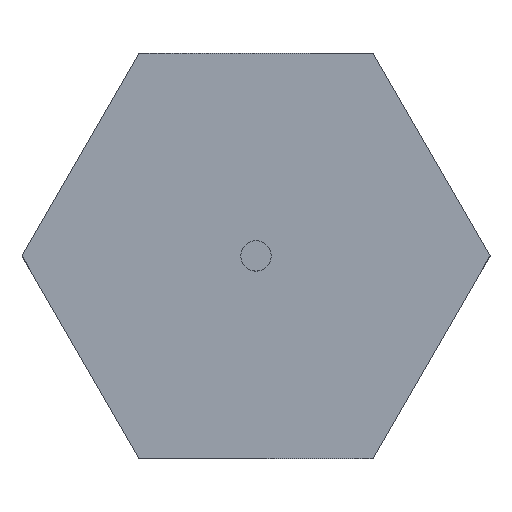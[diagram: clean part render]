
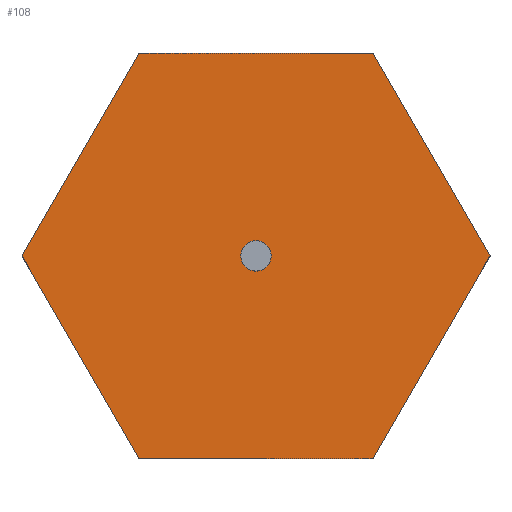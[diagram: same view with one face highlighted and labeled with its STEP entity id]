
A CAD part, top view. The second image highlights one B-rep face of the part: STEP entity #108.
In plain terms, the highlighted planar face has unit normal (0, 0, 1).
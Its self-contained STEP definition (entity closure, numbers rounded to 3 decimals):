
#2 = CARTESIAN_POINT ( 'NONE',  ( -230.94, 0., 50. ) ) ;
#6 = CARTESIAN_POINT ( 'NONE',  ( -115.47, -200., 50. ) ) ;
#11 = DIRECTION ( 'NONE',  ( -0.5, -0.866, 0. ) ) ;
#21 = AXIS2_PLACEMENT_3D ( 'NONE', #243, #336, #267 ) ;
#25 = CARTESIAN_POINT ( 'NONE',  ( 115.47, -200., 50. ) ) ;
#30 = DIRECTION ( 'NONE',  ( 1., 0., 0. ) ) ;
#34 = ORIENTED_EDGE ( 'NONE', *, *, #246, .T. ) ;
#43 = LINE ( 'NONE', #126, #120 ) ;
#60 = CARTESIAN_POINT ( 'NONE',  ( -115.47, -200., 50. ) ) ;
#63 = ORIENTED_EDGE ( 'NONE', *, *, #168, .T. ) ;
#67 = DIRECTION ( 'NONE',  ( 0., 0., 1. ) ) ;
#68 = VERTEX_POINT ( 'NONE', #383 ) ;
#76 = VERTEX_POINT ( 'NONE', #25 ) ;
#78 = VERTEX_POINT ( 'NONE', #377 ) ;
#84 = DIRECTION ( 'NONE',  ( 0.5, -0.866, 0. ) ) ;
#86 = LINE ( 'NONE', #60, #163 ) ;
#88 = PLANE ( 'NONE',  #103 ) ;
#92 = DIRECTION ( 'NONE',  ( -1., 0., 0. ) ) ;
#94 = VECTOR ( 'NONE', #97, 1000. ) ;
#97 = DIRECTION ( 'NONE',  ( 0.5, 0.866, 0. ) ) ;
#98 = VERTEX_POINT ( 'NONE', #321 ) ;
#103 = AXIS2_PLACEMENT_3D ( 'NONE', #226, #349, #109 ) ;
#108 = ADVANCED_FACE ( 'NONE', ( #252, #292 ), #88, .T. ) ;
#109 = DIRECTION ( 'NONE',  ( 1., 0., 0. ) ) ;
#120 = VECTOR ( 'NONE', #92, 1000. ) ;
#123 = LINE ( 'NONE', #263, #94 ) ;
#126 = CARTESIAN_POINT ( 'NONE',  ( 115.47, 200., 50. ) ) ;
#127 = VERTEX_POINT ( 'NONE', #289 ) ;
#128 = EDGE_CURVE ( 'NONE', #306, #76, #86, .T. ) ;
#134 = CARTESIAN_POINT ( 'NONE',  ( 230.94, 0., 50. ) ) ;
#136 = ORIENTED_EDGE ( 'NONE', *, *, #343, .F. ) ;
#150 = CIRCLE ( 'NONE', #21, 15. ) ;
#161 = EDGE_LOOP ( 'NONE', ( #332, #265, #63, #188, #34, #301 ) ) ;
#163 = VECTOR ( 'NONE', #30, 1000. ) ;
#168 = EDGE_CURVE ( 'NONE', #209, #306, #355, .T. ) ;
#184 = LINE ( 'NONE', #134, #309 ) ;
#188 = ORIENTED_EDGE ( 'NONE', *, *, #128, .T. ) ;
#192 = ORIENTED_EDGE ( 'NONE', *, *, #245, .F. ) ;
#209 = VERTEX_POINT ( 'NONE', #318 ) ;
#211 = DIRECTION ( 'NONE',  ( 1., 0., 0. ) ) ;
#212 = EDGE_LOOP ( 'NONE', ( #136, #192 ) ) ;
#226 = CARTESIAN_POINT ( 'NONE',  ( 0., 0., 50. ) ) ;
#243 = CARTESIAN_POINT ( 'NONE',  ( 0., 0., 50. ) ) ;
#245 = EDGE_CURVE ( 'NONE', #362, #78, #347, .T. ) ;
#246 = EDGE_CURVE ( 'NONE', #76, #98, #123, .T. ) ;
#249 = DIRECTION ( 'NONE',  ( -0.5, 0.866, 0. ) ) ;
#251 = CARTESIAN_POINT ( 'NONE',  ( 15., 0., 50. ) ) ;
#252 = FACE_BOUND ( 'NONE', #212, .T. ) ;
#263 = CARTESIAN_POINT ( 'NONE',  ( 115.47, -200., 50. ) ) ;
#265 = ORIENTED_EDGE ( 'NONE', *, *, #314, .T. ) ;
#267 = DIRECTION ( 'NONE',  ( 1., 0., 0. ) ) ;
#272 = VECTOR ( 'NONE', #11, 1000. ) ;
#282 = VECTOR ( 'NONE', #84, 1000. ) ;
#289 = CARTESIAN_POINT ( 'NONE',  ( 115.47, 200., 50. ) ) ;
#292 = FACE_OUTER_BOUND ( 'NONE', #161, .T. ) ;
#298 = LINE ( 'NONE', #365, #272 ) ;
#301 = ORIENTED_EDGE ( 'NONE', *, *, #379, .T. ) ;
#306 = VERTEX_POINT ( 'NONE', #6 ) ;
#307 = EDGE_CURVE ( 'NONE', #127, #68, #43, .T. ) ;
#309 = VECTOR ( 'NONE', #249, 1000. ) ;
#314 = EDGE_CURVE ( 'NONE', #68, #209, #298, .T. ) ;
#318 = CARTESIAN_POINT ( 'NONE',  ( -230.94, 0., 50. ) ) ;
#321 = CARTESIAN_POINT ( 'NONE',  ( 230.94, 0., 50. ) ) ;
#331 = CARTESIAN_POINT ( 'NONE',  ( 0., 0., 50. ) ) ;
#332 = ORIENTED_EDGE ( 'NONE', *, *, #307, .T. ) ;
#336 = DIRECTION ( 'NONE',  ( 0., 0., 1. ) ) ;
#343 = EDGE_CURVE ( 'NONE', #78, #362, #150, .T. ) ;
#347 = CIRCLE ( 'NONE', #363, 15. ) ;
#349 = DIRECTION ( 'NONE',  ( 0., 0., 1. ) ) ;
#355 = LINE ( 'NONE', #2, #282 ) ;
#362 = VERTEX_POINT ( 'NONE', #251 ) ;
#363 = AXIS2_PLACEMENT_3D ( 'NONE', #331, #67, #211 ) ;
#365 = CARTESIAN_POINT ( 'NONE',  ( -115.47, 200., 50. ) ) ;
#377 = CARTESIAN_POINT ( 'NONE',  ( -15., 0., 50. ) ) ;
#379 = EDGE_CURVE ( 'NONE', #98, #127, #184, .T. ) ;
#383 = CARTESIAN_POINT ( 'NONE',  ( -115.47, 200., 50. ) ) ;
